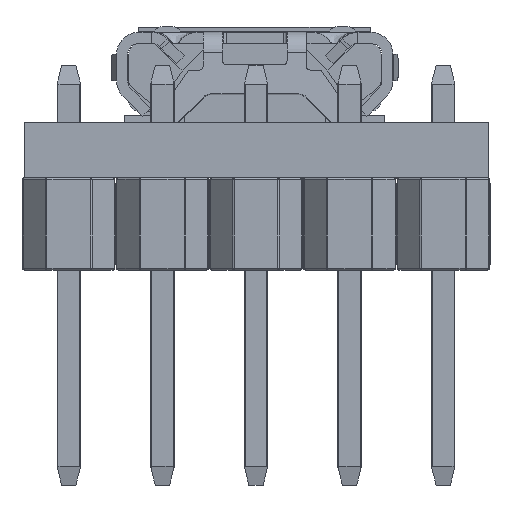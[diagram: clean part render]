
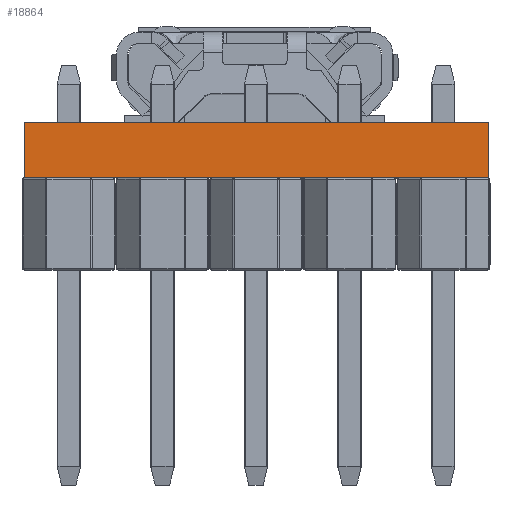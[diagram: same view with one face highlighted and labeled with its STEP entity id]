
A CAD part, left-side view. The second image highlights one B-rep face of the part: STEP entity #18864.
In plain terms, the highlighted planar face has unit normal (-1, 0, 0).
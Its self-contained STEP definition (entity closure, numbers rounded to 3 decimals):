
#603=PLANE('',#20008);
#1566=FACE_OUTER_BOUND('',#2636,.T.);
#2636=EDGE_LOOP('',(#13173,#13174,#13175,#13176));
#3720=LINE('',#26611,#5706);
#3764=LINE('',#27456,#5750);
#3825=LINE('',#28340,#5811);
#3826=LINE('',#28342,#5812);
#5706=VECTOR('',#21599,1000.);
#5750=VECTOR('',#21645,1000.);
#5811=VECTOR('',#21710,1000.);
#5812=VECTOR('',#21713,1000.);
#8280=VERTEX_POINT('',#26608);
#8281=VERTEX_POINT('',#26610);
#8366=VERTEX_POINT('',#27453);
#8367=VERTEX_POINT('',#27455);
#10125=EDGE_CURVE('',#8281,#8280,#3720,.T.);
#10211=EDGE_CURVE('',#8366,#8367,#3764,.T.);
#10311=EDGE_CURVE('',#8366,#8281,#3825,.T.);
#10312=EDGE_CURVE('',#8367,#8280,#3826,.T.);
#13173=ORIENTED_EDGE('',*,*,#10125,.T.);
#13174=ORIENTED_EDGE('',*,*,#10312,.F.);
#13175=ORIENTED_EDGE('',*,*,#10211,.F.);
#13176=ORIENTED_EDGE('',*,*,#10311,.T.);
#18864=ADVANCED_FACE('',(#1566),#603,.F.);
#20008=AXIS2_PLACEMENT_3D('',#28341,#21711,#21712);
#21599=DIRECTION('',(0.,-1.,0.));
#21645=DIRECTION('',(0.,-1.,0.));
#21710=DIRECTION('',(0.,0.,-1.));
#21711=DIRECTION('center_axis',(1.,0.,0.));
#21712=DIRECTION('ref_axis',(0.,0.,-1.));
#21713=DIRECTION('',(0.,0.,-1.));
#26608=CARTESIAN_POINT('',(-14.,0.,0.));
#26610=CARTESIAN_POINT('',(-14.,12.6,0.));
#26611=CARTESIAN_POINT('',(-14.,0.,0.));
#27453=CARTESIAN_POINT('',(-14.,12.6,1.5));
#27455=CARTESIAN_POINT('',(-14.,0.,1.5));
#27456=CARTESIAN_POINT('',(-14.,0.,1.5));
#28340=CARTESIAN_POINT('',(-14.,12.6,1.5));
#28341=CARTESIAN_POINT('Origin',(-14.,0.,1.5));
#28342=CARTESIAN_POINT('',(-14.,0.,1.5));
